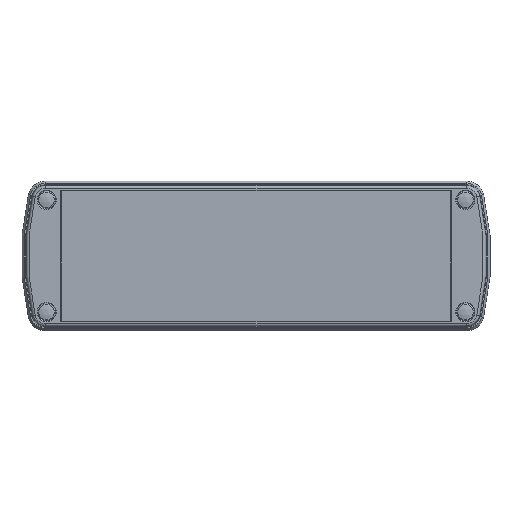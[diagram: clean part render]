
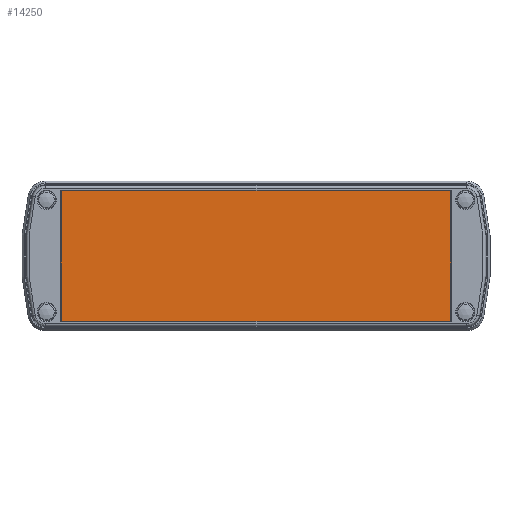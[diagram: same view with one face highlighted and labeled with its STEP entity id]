
A CAD part, top view. The second image highlights one B-rep face of the part: STEP entity #14250.
In plain terms, the highlighted planar face has unit normal (0, 0, 1).
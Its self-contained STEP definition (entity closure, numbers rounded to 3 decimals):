
#14148=CARTESIAN_POINT('',(-71.2,23.9,7.4));
#14149=VERTEX_POINT('',#14148);
#14150=CARTESIAN_POINT('',(-71.2,-23.9,7.4));
#14151=VERTEX_POINT('',#14150);
#14152=CARTESIAN_POINT('',(-71.2,23.9,7.4));
#14153=DIRECTION('',(0.0,-1.0,0.0));
#14154=VECTOR('',#14153,47.8);
#14155=LINE('',#14152,#14154);
#14156=EDGE_CURVE('',#14149,#14151,#14155,.T.);
#14179=CARTESIAN_POINT('',(71.2,-23.9,7.4));
#14180=VERTEX_POINT('',#14179);
#14181=CARTESIAN_POINT('',(-71.2,-23.9,7.4));
#14182=DIRECTION('',(1.0,0.0,0.0));
#14183=VECTOR('',#14182,142.4);
#14184=LINE('',#14181,#14183);
#14185=EDGE_CURVE('',#14151,#14180,#14184,.T.);
#14203=CARTESIAN_POINT('',(71.2,23.9,7.4));
#14204=VERTEX_POINT('',#14203);
#14205=CARTESIAN_POINT('',(71.2,-23.9,7.4));
#14206=DIRECTION('',(0.0,1.0,0.0));
#14207=VECTOR('',#14206,47.8);
#14208=LINE('',#14205,#14207);
#14209=EDGE_CURVE('',#14180,#14204,#14208,.T.);
#14227=CARTESIAN_POINT('',(71.2,23.9,7.4));
#14228=DIRECTION('',(-1.0,0.0,0.0));
#14229=VECTOR('',#14228,142.4);
#14230=LINE('',#14227,#14229);
#14231=EDGE_CURVE('',#14204,#14149,#14230,.T.);
#14239=CARTESIAN_POINT('',(0.0,0.,7.4));
#14240=DIRECTION('',(0.0,0.0,1.0));
#14241=DIRECTION('',(1.0,0.0,0.0));
#14242=AXIS2_PLACEMENT_3D('',#14239,#14240,#14241);
#14243=PLANE('',#14242);
#14244=ORIENTED_EDGE('',*,*,#14156,.T.);
#14245=ORIENTED_EDGE('',*,*,#14185,.T.);
#14246=ORIENTED_EDGE('',*,*,#14209,.T.);
#14247=ORIENTED_EDGE('',*,*,#14231,.T.);
#14248=EDGE_LOOP('',(#14244,#14245,#14246,#14247));
#14249=FACE_OUTER_BOUND('',#14248,.T.);
#14250=ADVANCED_FACE('',(#14249),#14243,.T.);
